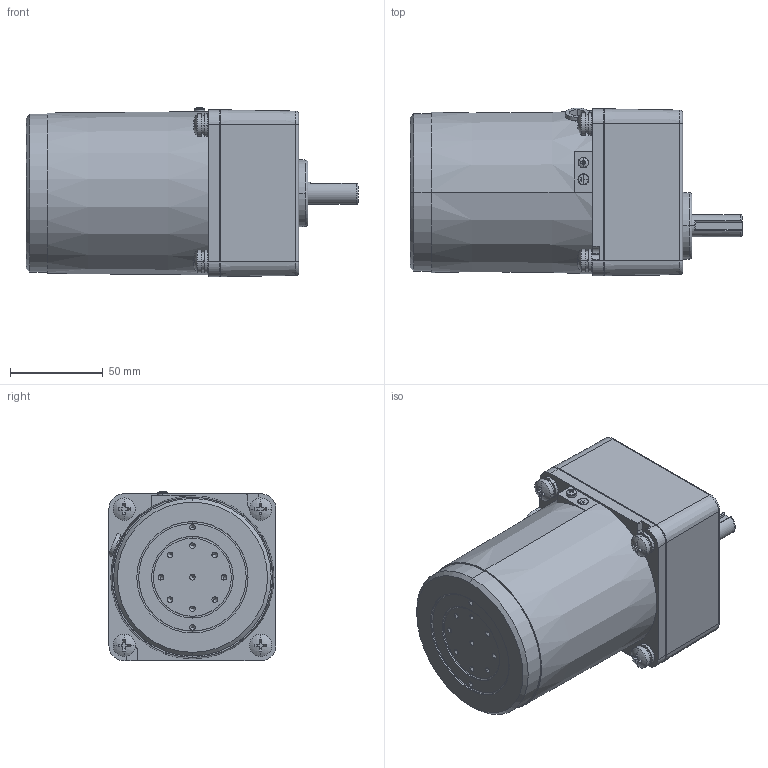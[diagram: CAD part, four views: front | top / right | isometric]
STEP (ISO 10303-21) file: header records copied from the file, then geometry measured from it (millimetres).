
FILE_DESCRIPTION (( 'STEP AP203' ), '1' );
FILE_NAME ('5IK40GN-C(5GN3K-18K).STEP', '2020-04-09T02:02:11', ( 'Windows 蚚誧' ), ( '' ), 'SwSTEP 2.0', 'SolidWorks 2019', '' );
FILE_SCHEMA (( 'CONFIG_CONTROL_DESIGN' ));
Length unit declared in the file: millimetre
Products named in the file (3): 5IK40GN-C(5GN3K-18K); 5IK40A-C 5GN3K‵18K.stp; M3
Assembly tree (2 placements, depth 2):
  5IK40GN-C(5GN3K-18K)
    5IK40A-C 5GN3K‵18K.stp
    M3
Bounding box: 179 x 90.47 x 91.35 mm (x, y, z)
Volume: 975756.8 mm3; surface area: 99413.3 mm2
Topology: 33 solids, 33 shells, 913 faces, 2285 edges, 1459 vertices
Faces by surface type: plane 357, cylinder 329, cone 124, sphere 54, torus 47, bspline 2
Entity records: 28170 total; most frequent: CARTESIAN_POINT 5342, DIRECTION 5149, ORIENTED_EDGE 4518, EDGE_CURVE 2259, AXIS2_PLACEMENT_3D 2102, VERTEX_POINT 1459, CIRCLE 1186, EDGE_LOOP 992
